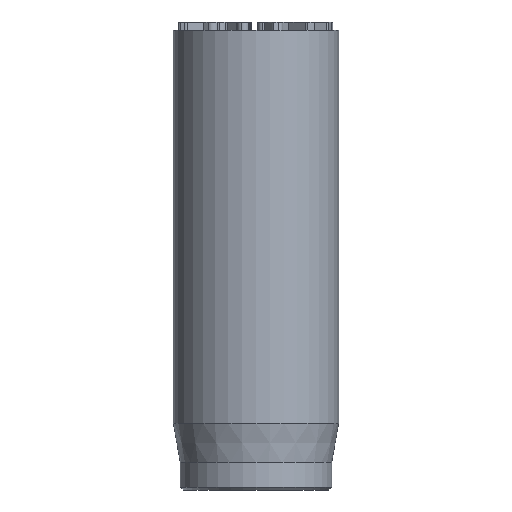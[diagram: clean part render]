
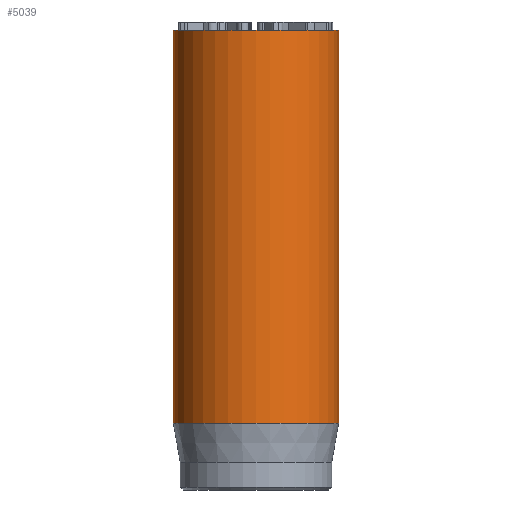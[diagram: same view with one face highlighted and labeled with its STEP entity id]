
A CAD part, front view. The second image highlights one B-rep face of the part: STEP entity #5039.
In plain terms, the highlighted cylindrical face has radius 3 mm (diameter 6 mm), a full revolution.
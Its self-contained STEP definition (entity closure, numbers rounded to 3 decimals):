
#32=CYLINDRICAL_SURFACE('',#5251,3.);
#44=CIRCLE('',#5219,3.);
#60=CIRCLE('',#5249,3.);
#61=CIRCLE('',#5250,3.);
#459=FACE_OUTER_BOUND('',#753,.T.);
#753=EDGE_LOOP('',(#4549,#4550,#4551,#4552,#4553));
#1168=LINE('',#9309,#1591);
#1591=VECTOR('',#5934,3.);
#2364=VERTEX_POINT('',#9249);
#2380=VERTEX_POINT('',#9303);
#2381=VERTEX_POINT('',#9304);
#3083=EDGE_CURVE('',#2364,#2364,#44,.T.);
#3107=EDGE_CURVE('',#2380,#2381,#60,.T.);
#3108=EDGE_CURVE('',#2381,#2380,#61,.T.);
#3110=EDGE_CURVE('',#2364,#2380,#1168,.T.);
#4549=ORIENTED_EDGE('',*,*,#3083,.T.);
#4550=ORIENTED_EDGE('',*,*,#3110,.T.);
#4551=ORIENTED_EDGE('',*,*,#3107,.T.);
#4552=ORIENTED_EDGE('',*,*,#3108,.T.);
#4553=ORIENTED_EDGE('',*,*,#3110,.F.);
#5039=ADVANCED_FACE('',(#459),#32,.T.);
#5219=AXIS2_PLACEMENT_3D('',#9250,#5859,#5860);
#5249=AXIS2_PLACEMENT_3D('',#9305,#5927,#5928);
#5250=AXIS2_PLACEMENT_3D('',#9306,#5929,#5930);
#5251=AXIS2_PLACEMENT_3D('',#9308,#5932,#5933);
#5859=DIRECTION('center_axis',(0.,0.,-1.));
#5860=DIRECTION('ref_axis',(-1.,0.,0.));
#5927=DIRECTION('center_axis',(0.,0.,1.));
#5928=DIRECTION('ref_axis',(-1.,0.,0.));
#5929=DIRECTION('center_axis',(0.,0.,1.));
#5930=DIRECTION('ref_axis',(-1.,0.,0.));
#5932=DIRECTION('center_axis',(0.,0.,1.));
#5933=DIRECTION('ref_axis',(-1.,0.,0.));
#5934=DIRECTION('',(0.,0.,-1.));
#9249=CARTESIAN_POINT('',(3.,0.,16.7));
#9250=CARTESIAN_POINT('Origin',(0.,0.,16.7));
#9303=CARTESIAN_POINT('',(3.,0.,2.418));
#9304=CARTESIAN_POINT('',(-3.,0.,2.418));
#9305=CARTESIAN_POINT('Origin',(0.,0.,2.418));
#9306=CARTESIAN_POINT('Origin',(0.,0.,2.418));
#9308=CARTESIAN_POINT('Origin',(0.,0.,0.));
#9309=CARTESIAN_POINT('',(3.,0.,0.));
